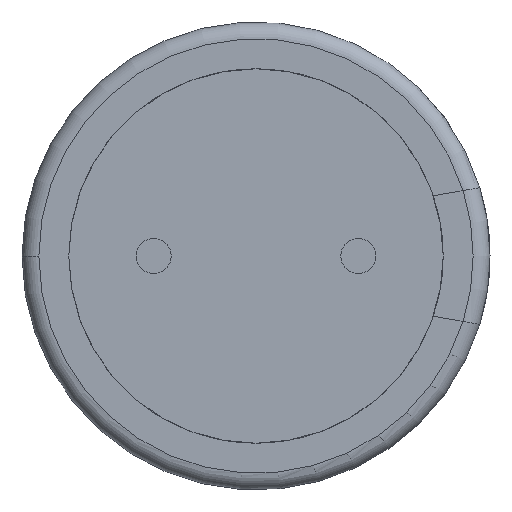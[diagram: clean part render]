
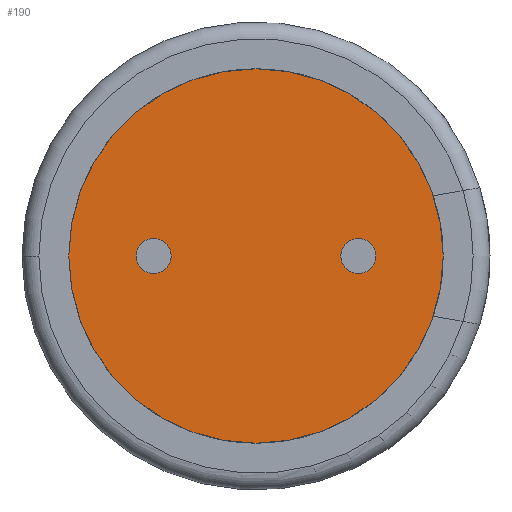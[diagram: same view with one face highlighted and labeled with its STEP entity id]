
A CAD part, front view. The second image highlights one B-rep face of the part: STEP entity #190.
In plain terms, the highlighted planar face has unit normal (0, -1, 0).
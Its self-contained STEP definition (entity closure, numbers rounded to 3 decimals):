
#11 = VERTEX_POINT ( 'NONE', #1373 ) ;
#56 = EDGE_CURVE ( 'NONE', #1720, #1295, #722, .T. ) ;
#57 = ORIENTED_EDGE ( 'NONE', *, *, #869, .F. ) ;
#69 = DIRECTION ( 'NONE',  ( -1., 0., 0. ) ) ;
#112 = CIRCLE ( 'NONE', #1804, 0.3 ) ;
#132 = EDGE_LOOP ( 'NONE', ( #1133, #57 ) ) ;
#170 = DIRECTION ( 'NONE',  ( -1., 0., 0. ) ) ;
#190 = ADVANCED_FACE ( 'NONE', ( #430, #593, #862 ), #1268, .F. ) ;
#244 = EDGE_LOOP ( 'NONE', ( #638, #793 ) ) ;
#252 = DIRECTION ( 'NONE',  ( -1., 0., 0. ) ) ;
#338 = CARTESIAN_POINT ( 'NONE',  ( 1.75, 0., 0.3 ) ) ;
#352 = AXIS2_PLACEMENT_3D ( 'NONE', #1308, #895, #417 ) ;
#401 = DIRECTION ( 'NONE',  ( 0., -1., 0. ) ) ;
#417 = DIRECTION ( 'NONE',  ( -1., 0., 0. ) ) ;
#421 = CARTESIAN_POINT ( 'NONE',  ( 3.2, 0., 0. ) ) ;
#430 = FACE_BOUND ( 'NONE', #863, .T. ) ;
#487 = CARTESIAN_POINT ( 'NONE',  ( -1.75, 0., -0.3 ) ) ;
#528 = DIRECTION ( 'NONE',  ( 0., -1., 0. ) ) ;
#593 = FACE_BOUND ( 'NONE', #244, .T. ) ;
#638 = ORIENTED_EDGE ( 'NONE', *, *, #1526, .F. ) ;
#722 = CIRCLE ( 'NONE', #922, 3.2 ) ;
#763 = VERTEX_POINT ( 'NONE', #338 ) ;
#767 = CARTESIAN_POINT ( 'NONE',  ( 1.75, 0., 0. ) ) ;
#793 = ORIENTED_EDGE ( 'NONE', *, *, #1818, .F. ) ;
#813 = DIRECTION ( 'NONE',  ( 0., 1., 0. ) ) ;
#824 = DIRECTION ( 'NONE',  ( -1., 0., 0. ) ) ;
#832 = CARTESIAN_POINT ( 'NONE',  ( -1.75, 0., 0. ) ) ;
#862 = FACE_OUTER_BOUND ( 'NONE', #132, .T. ) ;
#863 = EDGE_LOOP ( 'NONE', ( #1010, #1564 ) ) ;
#869 = EDGE_CURVE ( 'NONE', #1295, #1720, #976, .T. ) ;
#895 = DIRECTION ( 'NONE',  ( 0., -1., 0. ) ) ;
#919 = DIRECTION ( 'NONE',  ( 0., -1., 0. ) ) ;
#922 = AXIS2_PLACEMENT_3D ( 'NONE', #1397, #1696, #1104 ) ;
#976 = CIRCLE ( 'NONE', #1560, 3.2 ) ;
#1010 = ORIENTED_EDGE ( 'NONE', *, *, #1400, .F. ) ;
#1104 = DIRECTION ( 'NONE',  ( -1., 0., 0. ) ) ;
#1133 = ORIENTED_EDGE ( 'NONE', *, *, #56, .F. ) ;
#1160 = VERTEX_POINT ( 'NONE', #1260 ) ;
#1166 = VERTEX_POINT ( 'NONE', #487 ) ;
#1194 = AXIS2_PLACEMENT_3D ( 'NONE', #767, #919, #170 ) ;
#1220 = EDGE_CURVE ( 'NONE', #1166, #11, #1777, .T. ) ;
#1238 = CARTESIAN_POINT ( 'NONE',  ( 0., 0., 0. ) ) ;
#1256 = CIRCLE ( 'NONE', #1194, 0.3 ) ;
#1260 = CARTESIAN_POINT ( 'NONE',  ( 1.75, 0., -0.3 ) ) ;
#1268 = PLANE ( 'NONE',  #1324 ) ;
#1295 = VERTEX_POINT ( 'NONE', #421 ) ;
#1308 = CARTESIAN_POINT ( 'NONE',  ( 1.75, 0., 0. ) ) ;
#1324 = AXIS2_PLACEMENT_3D ( 'NONE', #1580, #1566, #252 ) ;
#1373 = CARTESIAN_POINT ( 'NONE',  ( -1.75, 0., 0.3 ) ) ;
#1397 = CARTESIAN_POINT ( 'NONE',  ( 0., 0., 0. ) ) ;
#1400 = EDGE_CURVE ( 'NONE', #11, #1166, #112, .T. ) ;
#1484 = CIRCLE ( 'NONE', #352, 0.3 ) ;
#1486 = AXIS2_PLACEMENT_3D ( 'NONE', #1557, #528, #69 ) ;
#1526 = EDGE_CURVE ( 'NONE', #763, #1160, #1256, .T. ) ;
#1557 = CARTESIAN_POINT ( 'NONE',  ( -1.75, 0., 0. ) ) ;
#1560 = AXIS2_PLACEMENT_3D ( 'NONE', #1238, #813, #824 ) ;
#1564 = ORIENTED_EDGE ( 'NONE', *, *, #1220, .F. ) ;
#1566 = DIRECTION ( 'NONE',  ( 0., 1., 0. ) ) ;
#1580 = CARTESIAN_POINT ( 'NONE',  ( 0., 0., 0. ) ) ;
#1696 = DIRECTION ( 'NONE',  ( 0., 1., 0. ) ) ;
#1720 = VERTEX_POINT ( 'NONE', #1734 ) ;
#1734 = CARTESIAN_POINT ( 'NONE',  ( -3.2, 0., 0. ) ) ;
#1777 = CIRCLE ( 'NONE', #1486, 0.3 ) ;
#1784 = DIRECTION ( 'NONE',  ( -1., 0., 0. ) ) ;
#1804 = AXIS2_PLACEMENT_3D ( 'NONE', #832, #401, #1784 ) ;
#1818 = EDGE_CURVE ( 'NONE', #1160, #763, #1484, .T. ) ;
